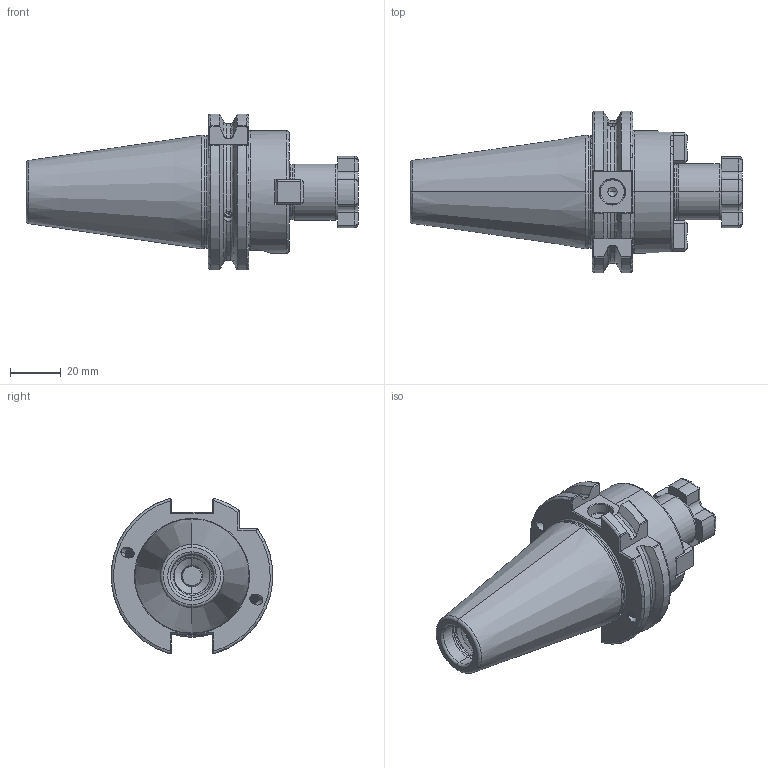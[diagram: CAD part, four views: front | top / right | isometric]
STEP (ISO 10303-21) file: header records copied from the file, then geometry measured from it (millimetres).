
FILE_DESCRIPTION (( 'STEP AP203' ), '1' );
FILE_NAME ('403.11.22.STEP', '2016-07-23T02:44:19', ( '' ), ( '' ), 'SwSTEP 2.0', 'SolidWorks 2012', '' );
FILE_SCHEMA (( 'CONFIG_CONTROL_DESIGN' ));
Length unit declared in the file: millimetre
Products named in the file (5): 403.11.22; 面銑刀墊塊22; 十字螺絲FMB22; 102.11.22_M4xP0.7-12L
Assembly tree (6 placements, depth 2):
  403.11.22
    403.11.22
    102.11.22_M4xP0.7-12L  x2
    面銑刀墊塊22  x2
    十字螺絲FMB22
Bounding box: 130.4 x 63.34 x 61.24 mm (x, y, z)
Volume: 137058.7 mm3; surface area: 33560.6 mm2
Topology: 6 solids, 6 shells, 677 faces, 1812 edges, 1132 vertices
Faces by surface type: cylinder 324, plane 165, cone 78, torus 66, bspline 44
Entity records: 39960 total; most frequent: CARTESIAN_POINT 26615, ORIENTED_EDGE 3098, DIRECTION 2259, EDGE_CURVE 1549, VERTEX_POINT 982, AXIS2_PLACEMENT_3D 864, EDGE_LOOP 593, ADVANCED_FACE 576
